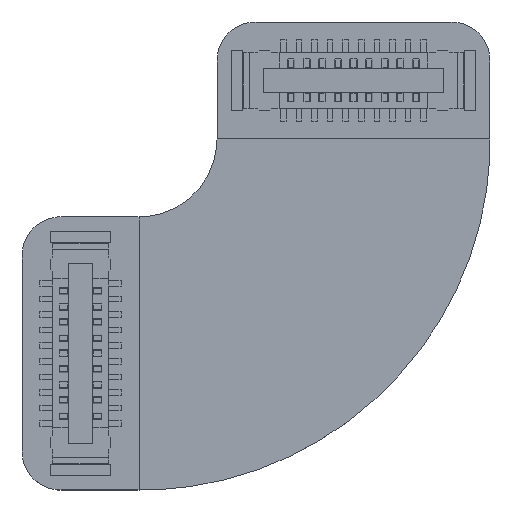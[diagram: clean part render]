
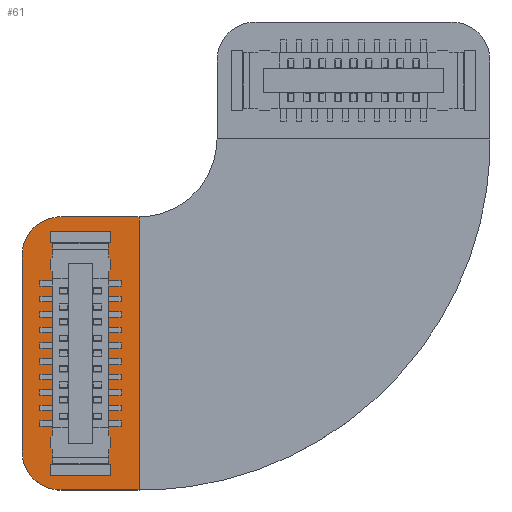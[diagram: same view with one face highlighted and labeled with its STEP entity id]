
A CAD part, top view. The second image highlights one B-rep face of the part: STEP entity #61.
In plain terms, the highlighted planar face has unit normal (0, 0, 1).
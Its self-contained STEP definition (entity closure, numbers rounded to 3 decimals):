
#61 = ADVANCED_FACE('',(#62),#240,.F.);
#62 = FACE_BOUND('',#63,.T.);
#63 = EDGE_LOOP('',(#64,#74,#82,#90,#98,#106,#114,#122,#130,#138,#146,
    #154,#162,#170,#178,#186,#194,#202,#210,#218,#226,#234));
#64 = ORIENTED_EDGE('',*,*,#65,.T.);
#65 = EDGE_CURVE('',#66,#68,#70,.T.);
#66 = VERTEX_POINT('',#67);
#67 = CARTESIAN_POINT('',(1.,0.,0.028));
#68 = VERTEX_POINT('',#69);
#69 = CARTESIAN_POINT('',(3.,0.,0.028));
#70 = LINE('',#71,#72);
#71 = CARTESIAN_POINT('',(1.,0.,0.028));
#72 = VECTOR('',#73,1.);
#73 = DIRECTION('',(1.,0.,0.));
#74 = ORIENTED_EDGE('',*,*,#75,.T.);
#75 = EDGE_CURVE('',#68,#76,#78,.T.);
#76 = VERTEX_POINT('',#77);
#77 = CARTESIAN_POINT('',(3.,7.,
    0.028));
#78 = LINE('',#79,#80);
#79 = CARTESIAN_POINT('',(3.,0.,0.028));
#80 = VECTOR('',#81,1.);
#81 = DIRECTION('',(0.,1.,0.));
#82 = ORIENTED_EDGE('',*,*,#83,.T.);
#83 = EDGE_CURVE('',#76,#84,#86,.T.);
#84 = VERTEX_POINT('',#85);
#85 = CARTESIAN_POINT('',(1.,7.,
    0.028));
#86 = LINE('',#87,#88);
#87 = CARTESIAN_POINT('',(3.,7.,
    0.028));
#88 = VECTOR('',#89,1.);
#89 = DIRECTION('',(-1.,0.,0.));
#90 = ORIENTED_EDGE('',*,*,#91,.T.);
#91 = EDGE_CURVE('',#84,#92,#94,.T.);
#92 = VERTEX_POINT('',#93);
#93 = CARTESIAN_POINT('',(0.902,7.,
    0.028));
#94 = LINE('',#95,#96);
#95 = CARTESIAN_POINT('',(1.,7.,
    0.028));
#96 = VECTOR('',#97,1.);
#97 = DIRECTION('',(-1.,0.,0.));
#98 = ORIENTED_EDGE('',*,*,#99,.T.);
#99 = EDGE_CURVE('',#92,#100,#102,.T.);
#100 = VERTEX_POINT('',#101);
#101 = CARTESIAN_POINT('',(0.708,6.962,
    0.028));
#102 = LINE('',#103,#104);
#103 = CARTESIAN_POINT('',(0.902,7.,
    0.028));
#104 = VECTOR('',#105,1.);
#105 = DIRECTION('',(-0.981,-0.192,0.)
  );
#106 = ORIENTED_EDGE('',*,*,#107,.T.);
#107 = EDGE_CURVE('',#100,#108,#110,.T.);
#108 = VERTEX_POINT('',#109);
#109 = CARTESIAN_POINT('',(0.526,6.886,
    0.028));
#110 = LINE('',#111,#112);
#111 = CARTESIAN_POINT('',(0.708,6.962,
    0.028));
#112 = VECTOR('',#113,1.);
#113 = DIRECTION('',(-0.923,-0.385,0.
    ));
#114 = ORIENTED_EDGE('',*,*,#115,.T.);
#115 = EDGE_CURVE('',#108,#116,#118,.T.);
#116 = VERTEX_POINT('',#117);
#117 = CARTESIAN_POINT('',(0.363,6.777,
    0.028));
#118 = LINE('',#119,#120);
#119 = CARTESIAN_POINT('',(0.526,6.886,
    0.028));
#120 = VECTOR('',#121,1.);
#121 = DIRECTION('',(-0.831,-0.556,0.
    ));
#122 = ORIENTED_EDGE('',*,*,#123,.T.);
#123 = EDGE_CURVE('',#116,#124,#126,.T.);
#124 = VERTEX_POINT('',#125);
#125 = CARTESIAN_POINT('',(0.223,6.637,
    0.028));
#126 = LINE('',#127,#128);
#127 = CARTESIAN_POINT('',(0.363,6.777,
    0.028));
#128 = VECTOR('',#129,1.);
#129 = DIRECTION('',(-0.707,-0.707,0.
    ));
#130 = ORIENTED_EDGE('',*,*,#131,.T.);
#131 = EDGE_CURVE('',#124,#132,#134,.T.);
#132 = VERTEX_POINT('',#133);
#133 = CARTESIAN_POINT('',(0.114,6.474,
    0.028));
#134 = LINE('',#135,#136);
#135 = CARTESIAN_POINT('',(0.223,6.637,
    0.028));
#136 = VECTOR('',#137,1.);
#137 = DIRECTION('',(-0.556,-0.831,0.
    ));
#138 = ORIENTED_EDGE('',*,*,#139,.T.);
#139 = EDGE_CURVE('',#132,#140,#142,.T.);
#140 = VERTEX_POINT('',#141);
#141 = CARTESIAN_POINT('',(0.038,6.292,
    0.028));
#142 = LINE('',#143,#144);
#143 = CARTESIAN_POINT('',(0.114,6.474,
    0.028));
#144 = VECTOR('',#145,1.);
#145 = DIRECTION('',(-0.385,-0.923,0.
    ));
#146 = ORIENTED_EDGE('',*,*,#147,.T.);
#147 = EDGE_CURVE('',#140,#148,#150,.T.);
#148 = VERTEX_POINT('',#149);
#149 = CARTESIAN_POINT('',(0.,6.098,0.028));
#150 = LINE('',#151,#152);
#151 = CARTESIAN_POINT('',(0.038,6.292,
    0.028));
#152 = VECTOR('',#153,1.);
#153 = DIRECTION('',(-0.192,-0.981,0.
    ));
#154 = ORIENTED_EDGE('',*,*,#155,.T.);
#155 = EDGE_CURVE('',#148,#156,#158,.T.);
#156 = VERTEX_POINT('',#157);
#157 = CARTESIAN_POINT('',(0.,6.,0.028));
#158 = LINE('',#159,#160);
#159 = CARTESIAN_POINT('',(0.,6.098,0.028));
#160 = VECTOR('',#161,1.);
#161 = DIRECTION('',(0.,-1.,0.));
#162 = ORIENTED_EDGE('',*,*,#163,.T.);
#163 = EDGE_CURVE('',#156,#164,#166,.T.);
#164 = VERTEX_POINT('',#165);
#165 = CARTESIAN_POINT('',(0.,1.,0.028));
#166 = LINE('',#167,#168);
#167 = CARTESIAN_POINT('',(0.,6.,0.028));
#168 = VECTOR('',#169,1.);
#169 = DIRECTION('',(0.,-1.,0.));
#170 = ORIENTED_EDGE('',*,*,#171,.T.);
#171 = EDGE_CURVE('',#164,#172,#174,.T.);
#172 = VERTEX_POINT('',#173);
#173 = CARTESIAN_POINT('',(0.,0.902,0.028));
#174 = LINE('',#175,#176);
#175 = CARTESIAN_POINT('',(0.,1.,0.028));
#176 = VECTOR('',#177,1.);
#177 = DIRECTION('',(0.,-1.,0.));
#178 = ORIENTED_EDGE('',*,*,#179,.T.);
#179 = EDGE_CURVE('',#172,#180,#182,.T.);
#180 = VERTEX_POINT('',#181);
#181 = CARTESIAN_POINT('',(0.038,0.708,
    0.028));
#182 = LINE('',#183,#184);
#183 = CARTESIAN_POINT('',(0.,0.902,0.028));
#184 = VECTOR('',#185,1.);
#185 = DIRECTION('',(0.192,-0.981,0.)
  );
#186 = ORIENTED_EDGE('',*,*,#187,.T.);
#187 = EDGE_CURVE('',#180,#188,#190,.T.);
#188 = VERTEX_POINT('',#189);
#189 = CARTESIAN_POINT('',(0.114,0.526,
    0.028));
#190 = LINE('',#191,#192);
#191 = CARTESIAN_POINT('',(0.038,0.708,
    0.028));
#192 = VECTOR('',#193,1.);
#193 = DIRECTION('',(0.385,-0.923,0.)
  );
#194 = ORIENTED_EDGE('',*,*,#195,.T.);
#195 = EDGE_CURVE('',#188,#196,#198,.T.);
#196 = VERTEX_POINT('',#197);
#197 = CARTESIAN_POINT('',(0.223,0.363,
    0.028));
#198 = LINE('',#199,#200);
#199 = CARTESIAN_POINT('',(0.114,0.526,
    0.028));
#200 = VECTOR('',#201,1.);
#201 = DIRECTION('',(0.556,-0.831,0.)
  );
#202 = ORIENTED_EDGE('',*,*,#203,.T.);
#203 = EDGE_CURVE('',#196,#204,#206,.T.);
#204 = VERTEX_POINT('',#205);
#205 = CARTESIAN_POINT('',(0.363,0.223,
    0.028));
#206 = LINE('',#207,#208);
#207 = CARTESIAN_POINT('',(0.223,0.363,
    0.028));
#208 = VECTOR('',#209,1.);
#209 = DIRECTION('',(0.707,-0.707,0.)
  );
#210 = ORIENTED_EDGE('',*,*,#211,.T.);
#211 = EDGE_CURVE('',#204,#212,#214,.T.);
#212 = VERTEX_POINT('',#213);
#213 = CARTESIAN_POINT('',(0.526,0.114,
    0.028));
#214 = LINE('',#215,#216);
#215 = CARTESIAN_POINT('',(0.363,0.223,
    0.028));
#216 = VECTOR('',#217,1.);
#217 = DIRECTION('',(0.831,-0.556,0.)
  );
#218 = ORIENTED_EDGE('',*,*,#219,.T.);
#219 = EDGE_CURVE('',#212,#220,#222,.T.);
#220 = VERTEX_POINT('',#221);
#221 = CARTESIAN_POINT('',(0.708,0.038,
    0.028));
#222 = LINE('',#223,#224);
#223 = CARTESIAN_POINT('',(0.526,0.114,
    0.028));
#224 = VECTOR('',#225,1.);
#225 = DIRECTION('',(0.923,-0.385,0.)
  );
#226 = ORIENTED_EDGE('',*,*,#227,.T.);
#227 = EDGE_CURVE('',#220,#228,#230,.T.);
#228 = VERTEX_POINT('',#229);
#229 = CARTESIAN_POINT('',(0.902,0.,0.028));
#230 = LINE('',#231,#232);
#231 = CARTESIAN_POINT('',(0.708,0.038,
    0.028));
#232 = VECTOR('',#233,1.);
#233 = DIRECTION('',(0.981,-0.192,0.)
  );
#234 = ORIENTED_EDGE('',*,*,#235,.T.);
#235 = EDGE_CURVE('',#228,#66,#236,.T.);
#236 = LINE('',#237,#238);
#237 = CARTESIAN_POINT('',(0.902,0.,0.028));
#238 = VECTOR('',#239,1.);
#239 = DIRECTION('',(1.,0.,0.));
#240 = PLANE('',#241);
#241 = AXIS2_PLACEMENT_3D('',#242,#243,#244);
#242 = CARTESIAN_POINT('',(1.574,3.5,
    0.028));
#243 = DIRECTION('',(0.,0.,-1.));
#244 = DIRECTION('',(0.,-1.,0.));
